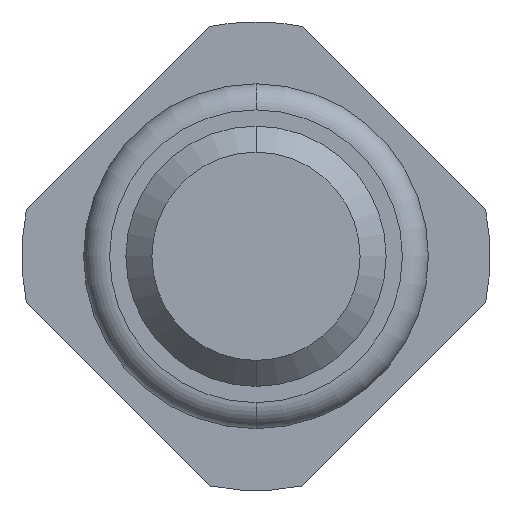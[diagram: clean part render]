
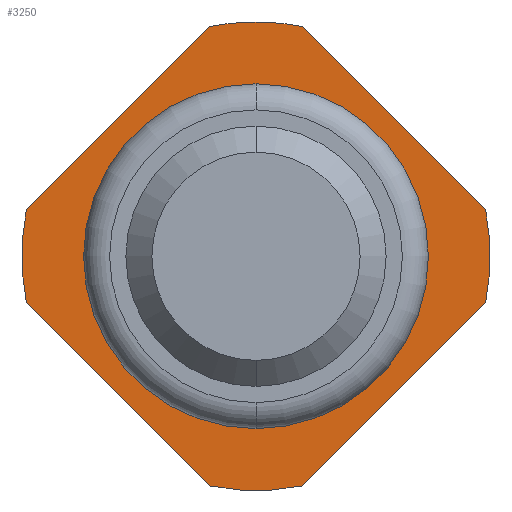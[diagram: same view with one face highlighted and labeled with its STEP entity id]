
A CAD part, front view. The second image highlights one B-rep face of the part: STEP entity #3250.
In plain terms, the highlighted planar face has unit normal (0, -1, 0).
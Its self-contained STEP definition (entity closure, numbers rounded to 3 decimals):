
#2 = EDGE_CURVE ( 'Defeature ausgef�hrt2_2+Defeature ausgef�hrt2_0+Defeature ausgef�hrt2_17+Defeature ausgef�hrt2_18', #927, #3263, #1762, .T. ) ;
#14 = VERTEX_POINT ( 'NONE', #3197 ) ;
#135 = DIRECTION ( 'NONE',  ( 0., 0., 1. ) ) ;
#136 = DIRECTION ( 'NONE',  ( 0., 1., 0. ) ) ;
#143 = AXIS2_PLACEMENT_3D ( 'NONE', #829, #1944, #385 ) ;
#148 = EDGE_LOOP ( 'NONE', ( #2072, #3324, #4540, #4780, #1397, #3984, #562, #3632, #3319 ) ) ;
#152 = CARTESIAN_POINT ( 'NONE',  ( 0., -2., 1.325 ) ) ;
#168 = LINE ( 'NONE', #380, #1117 ) ;
#248 = DIRECTION ( 'NONE',  ( 0., 1., 0. ) ) ;
#380 = CARTESIAN_POINT ( 'NONE',  ( -0.161, -2., 1.961 ) ) ;
#385 = DIRECTION ( 'NONE',  ( 0., 0., 1. ) ) ;
#412 = CARTESIAN_POINT ( 'NONE',  ( 1.764, -2., 0.357 ) ) ;
#562 = ORIENTED_EDGE ( 'NONE', *, *, #1222, .F. ) ;
#612 = DIRECTION ( 'NONE',  ( 0., 0., 1. ) ) ;
#614 = VERTEX_POINT ( 'NONE', #2428 ) ;
#626 = VERTEX_POINT ( 'NONE', #964 ) ;
#628 = EDGE_CURVE ( 'Defeature ausgef�hrt2_16+Defeature ausgef�hrt2_0+Defeature ausgef�hrt2_4+Defeature ausgef�hrt2_3', #14, #626, #4798, .T. ) ;
#634 = VECTOR ( 'NONE', #2222, 1000. ) ;
#739 = CARTESIAN_POINT ( 'NONE',  ( 1.961, -2., 0.161 ) ) ;
#829 = CARTESIAN_POINT ( 'NONE',  ( 0., -2., 0. ) ) ;
#927 = VERTEX_POINT ( 'NONE', #3959 ) ;
#950 = VERTEX_POINT ( 'NONE', #3210 ) ;
#964 = CARTESIAN_POINT ( 'NONE',  ( -1.764, -2., -0.357 ) ) ;
#1079 = CARTESIAN_POINT ( 'NONE',  ( -1.764, -2., 0.357 ) ) ;
#1117 = VECTOR ( 'NONE', #3754, 1000. ) ;
#1222 = EDGE_CURVE ( 'Defeature ausgef�hrt2_4+Defeature ausgef�hrt2_0+Defeature ausgef�hrt2_15+Defeature ausgef�hrt2_16', #950, #14, #1468, .T. ) ;
#1253 = EDGE_CURVE ( 'Defeature ausgef�hrt2_2+Defeature ausgef�hrt2_0+Defeature ausgef�hrt2_17+Defeature ausgef�hrt2_18', #3263, #614, #2298, .T. ) ;
#1358 = EDGE_CURVE ( 'Defeature ausgef�hrt2_0+Defeature ausgef�hrt2_12+Defeature ausgef�hrt2_12+Defeature ausgef�hrt2_12', #3587, #1711, #4386, .T. ) ;
#1361 = DIRECTION ( 'NONE',  ( 0., 0., 1. ) ) ;
#1397 = ORIENTED_EDGE ( 'NONE', *, *, #4161, .F. ) ;
#1468 = CIRCLE ( 'NONE', #143, 1.8 ) ;
#1501 = DIRECTION ( 'NONE',  ( 0.707, 0., -0.707 ) ) ;
#1711 = VERTEX_POINT ( 'NONE', #152 ) ;
#1754 = CIRCLE ( 'NONE', #3973, 1.325 ) ;
#1762 = CIRCLE ( 'NONE', #4312, 1.8 ) ;
#1764 = CARTESIAN_POINT ( 'NONE',  ( 0., -2., 0. ) ) ;
#1887 = DIRECTION ( 'NONE',  ( 0., 1., 0. ) ) ;
#1944 = DIRECTION ( 'NONE',  ( 0., 1., 0. ) ) ;
#2061 = DIRECTION ( 'NONE',  ( 0., 1., 0. ) ) ;
#2072 = ORIENTED_EDGE ( 'NONE', *, *, #4503, .F. ) ;
#2090 = CARTESIAN_POINT ( 'NONE',  ( -0.161, -2., -1.961 ) ) ;
#2222 = DIRECTION ( 'NONE',  ( -0.707, 0., -0.707 ) ) ;
#2298 = CIRCLE ( 'NONE', #3510, 1.8 ) ;
#2379 = CARTESIAN_POINT ( 'NONE',  ( 0., -2., 0. ) ) ;
#2406 = EDGE_CURVE ( 'Defeature ausgef�hrt2_15+Defeature ausgef�hrt2_0+Defeature ausgef�hrt2_1+Defeature ausgef�hrt2_4', #4156, #950, #4676, .T. ) ;
#2411 = EDGE_LOOP ( 'NONE', ( #4648, #4500 ) ) ;
#2412 = FACE_OUTER_BOUND ( 'NONE', #148, .T. ) ;
#2424 = EDGE_CURVE ( 'Defeature ausgef�hrt2_17+Defeature ausgef�hrt2_0+Defeature ausgef�hrt2_3+Defeature ausgef�hrt2_2', #4260, #927, #168, .T. ) ;
#2428 = CARTESIAN_POINT ( 'NONE',  ( 0.357, -2., 1.764 ) ) ;
#2505 = PLANE ( 'NONE',  #4585 ) ;
#2524 = LINE ( 'NONE', #739, #3990 ) ;
#2807 = DIRECTION ( 'NONE',  ( 0., 1., 0. ) ) ;
#2823 = CARTESIAN_POINT ( 'NONE',  ( 1.8, -2., 0. ) ) ;
#2892 = DIRECTION ( 'NONE',  ( 0., 1., 0. ) ) ;
#2899 = AXIS2_PLACEMENT_3D ( 'NONE', #2379, #2061, #3133 ) ;
#2984 = EDGE_CURVE ( 'Defeature ausgef�hrt2_0+Defeature ausgef�hrt2_12+Defeature ausgef�hrt2_12+Defeature ausgef�hrt2_12', #1711, #3587, #1754, .T. ) ;
#3082 = CARTESIAN_POINT ( 'NONE',  ( 0., -2., 0. ) ) ;
#3133 = DIRECTION ( 'NONE',  ( 0., 0., 1. ) ) ;
#3197 = CARTESIAN_POINT ( 'NONE',  ( -0.357, -2., -1.764 ) ) ;
#3206 = DIRECTION ( 'NONE',  ( -0.707, 0., 0.707 ) ) ;
#3210 = CARTESIAN_POINT ( 'NONE',  ( 0.357, -2., -1.764 ) ) ;
#3250 = ADVANCED_FACE ( 'Defeature ausgef�hrt2_0', ( #3633, #2412 ), #2505, .F. ) ;
#3263 = VERTEX_POINT ( 'NONE', #4340 ) ;
#3319 = ORIENTED_EDGE ( 'NONE', *, *, #4056, .F. ) ;
#3324 = ORIENTED_EDGE ( 'NONE', *, *, #1253, .F. ) ;
#3407 = CARTESIAN_POINT ( 'NONE',  ( 0., -2., -1.325 ) ) ;
#3417 = CIRCLE ( 'NONE', #2899, 1.8 ) ;
#3440 = DIRECTION ( 'NONE',  ( 0., 0., 1. ) ) ;
#3456 = VERTEX_POINT ( 'NONE', #412 ) ;
#3510 = AXIS2_PLACEMENT_3D ( 'NONE', #4140, #1887, #4533 ) ;
#3584 = CARTESIAN_POINT ( 'NONE',  ( 1.764, -2., -0.357 ) ) ;
#3587 = VERTEX_POINT ( 'NONE', #3407 ) ;
#3602 = DIRECTION ( 'NONE',  ( 0., 0., 1. ) ) ;
#3632 = ORIENTED_EDGE ( 'NONE', *, *, #2406, .F. ) ;
#3633 = FACE_BOUND ( 'NONE', #2411, .T. ) ;
#3754 = DIRECTION ( 'NONE',  ( 0.707, 0., 0.707 ) ) ;
#3866 = VECTOR ( 'NONE', #3206, 1000. ) ;
#3876 = CIRCLE ( 'NONE', #3910, 1.8 ) ;
#3910 = AXIS2_PLACEMENT_3D ( 'NONE', #1764, #248, #612 ) ;
#3959 = CARTESIAN_POINT ( 'NONE',  ( -0.357, -2., 1.764 ) ) ;
#3973 = AXIS2_PLACEMENT_3D ( 'NONE', #3082, #136, #3440 ) ;
#3984 = ORIENTED_EDGE ( 'NONE', *, *, #628, .F. ) ;
#3990 = VECTOR ( 'NONE', #1501, 1000. ) ;
#4056 = EDGE_CURVE ( 'Defeature ausgef�hrt2_1+Defeature ausgef�hrt2_0+Defeature ausgef�hrt2_18+Defeature ausgef�hrt2_15', #3456, #4156, #3417, .T. ) ;
#4140 = CARTESIAN_POINT ( 'NONE',  ( 0., -2., 0. ) ) ;
#4156 = VERTEX_POINT ( 'NONE', #3584 ) ;
#4161 = EDGE_CURVE ( 'Defeature ausgef�hrt2_3+Defeature ausgef�hrt2_0+Defeature ausgef�hrt2_16+Defeature ausgef�hrt2_17', #626, #4260, #3876, .T. ) ;
#4260 = VERTEX_POINT ( 'NONE', #1079 ) ;
#4288 = AXIS2_PLACEMENT_3D ( 'NONE', #4644, #4289, #1361 ) ;
#4289 = DIRECTION ( 'NONE',  ( 0., 1., 0. ) ) ;
#4312 = AXIS2_PLACEMENT_3D ( 'NONE', #4681, #2807, #135 ) ;
#4340 = CARTESIAN_POINT ( 'NONE',  ( 0., -2., 1.8 ) ) ;
#4386 = CIRCLE ( 'NONE', #4288, 1.325 ) ;
#4419 = CARTESIAN_POINT ( 'NONE',  ( 1.961, -2., -0.161 ) ) ;
#4500 = ORIENTED_EDGE ( 'NONE', *, *, #1358, .T. ) ;
#4503 = EDGE_CURVE ( 'Defeature ausgef�hrt2_18+Defeature ausgef�hrt2_0+Defeature ausgef�hrt2_2+Defeature ausgef�hrt2_1', #614, #3456, #2524, .T. ) ;
#4533 = DIRECTION ( 'NONE',  ( 0., 0., 1. ) ) ;
#4540 = ORIENTED_EDGE ( 'NONE', *, *, #2, .F. ) ;
#4585 = AXIS2_PLACEMENT_3D ( 'NONE', #2823, #2892, #3602 ) ;
#4644 = CARTESIAN_POINT ( 'NONE',  ( 0., -2., 0. ) ) ;
#4648 = ORIENTED_EDGE ( 'NONE', *, *, #2984, .T. ) ;
#4676 = LINE ( 'NONE', #4419, #634 ) ;
#4681 = CARTESIAN_POINT ( 'NONE',  ( 0., -2., 0. ) ) ;
#4780 = ORIENTED_EDGE ( 'NONE', *, *, #2424, .F. ) ;
#4798 = LINE ( 'NONE', #2090, #3866 ) ;
